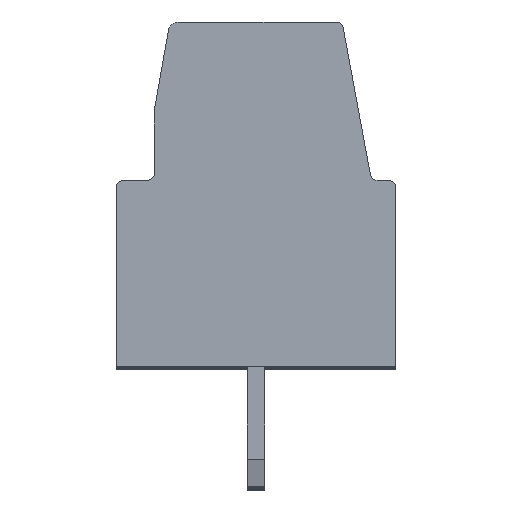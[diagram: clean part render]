
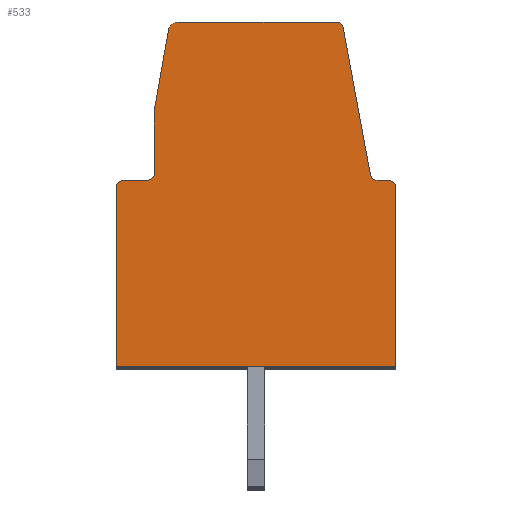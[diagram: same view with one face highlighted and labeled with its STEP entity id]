
A CAD part, top view. The second image highlights one B-rep face of the part: STEP entity #533.
In plain terms, the highlighted planar face has unit normal (0, 0, 1).
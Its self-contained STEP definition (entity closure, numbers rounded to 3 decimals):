
#533 = ADVANCED_FACE( '', ( #1071 ), #1072, .F. );
#1071 = FACE_OUTER_BOUND( '', #1645, .T. );
#1072 = PLANE( '', #1646 );
#1645 = EDGE_LOOP( '', ( #3002, #3003, #3004, #3005, #3006, #3007, #3008, #3009, #3010, #3011, #3012, #3013, #3014, #3015, #3016 ) );
#1646 = AXIS2_PLACEMENT_3D( '', #3017, #3018, #3019 );
#3002 = ORIENTED_EDGE( '', *, *, #4134, .T. );
#3003 = ORIENTED_EDGE( '', *, *, #3983, .T. );
#3004 = ORIENTED_EDGE( '', *, *, #4189, .F. );
#3005 = ORIENTED_EDGE( '', *, *, #3732, .T. );
#3006 = ORIENTED_EDGE( '', *, *, #4080, .T. );
#3007 = ORIENTED_EDGE( '', *, *, #4118, .T. );
#3008 = ORIENTED_EDGE( '', *, *, #3721, .T. );
#3009 = ORIENTED_EDGE( '', *, *, #3956, .T. );
#3010 = ORIENTED_EDGE( '', *, *, #3820, .F. );
#3011 = ORIENTED_EDGE( '', *, *, #3634, .T. );
#3012 = ORIENTED_EDGE( '', *, *, #3756, .F. );
#3013 = ORIENTED_EDGE( '', *, *, #4070, .T. );
#3014 = ORIENTED_EDGE( '', *, *, #4018, .T. );
#3015 = ORIENTED_EDGE( '', *, *, #4209, .T. );
#3016 = ORIENTED_EDGE( '', *, *, #3867, .F. );
#3017 = CARTESIAN_POINT( '', ( 0.81, -4.4, 0. ) );
#3018 = DIRECTION( '', ( 0., 0., -1. ) );
#3019 = DIRECTION( '', ( 0., 1., 0. ) );
#3634 = EDGE_CURVE( '', #4339, #4337, #4340, .T. );
#3721 = EDGE_CURVE( '', #4491, #4489, #4492, .T. );
#3732 = EDGE_CURVE( '', #4511, #4509, #4512, .T. );
#3756 = EDGE_CURVE( '', #4552, #4337, #4554, .T. );
#3820 = EDGE_CURVE( '', #4339, #4663, #4664, .T. );
#3867 = EDGE_CURVE( '', #4742, #4744, #4745, .T. );
#3956 = EDGE_CURVE( '', #4489, #4663, #4884, .T. );
#3983 = EDGE_CURVE( '', #4923, #4921, #4924, .T. );
#4018 = EDGE_CURVE( '', #4973, #4975, #4977, .T. );
#4070 = EDGE_CURVE( '', #4552, #4973, #5059, .T. );
#4080 = EDGE_CURVE( '', #4509, #5072, #5074, .T. );
#4118 = EDGE_CURVE( '', #5072, #4491, #5121, .T. );
#4134 = EDGE_CURVE( '', #4742, #4923, #5144, .T. );
#4189 = EDGE_CURVE( '', #4511, #4921, #5220, .T. );
#4209 = EDGE_CURVE( '', #4975, #4744, #5242, .T. );
#4337 = VERTEX_POINT( '', #5380 );
#4339 = VERTEX_POINT( '', #5383 );
#4340 = LINE( '', #5384, #5385 );
#4489 = VERTEX_POINT( '', #5595 );
#4491 = VERTEX_POINT( '', #5598 );
#4492 = LINE( '', #5599, #5600 );
#4509 = VERTEX_POINT( '', #5624 );
#4511 = VERTEX_POINT( '', #5627 );
#4512 = LINE( '', #5628, #5629 );
#4552 = VERTEX_POINT( '', #5683 );
#4554 = CIRCLE( '', #5686, 0.2 );
#4663 = VERTEX_POINT( '', #5840 );
#4664 = CIRCLE( '', #5841, 0.2 );
#4742 = VERTEX_POINT( '', #5950 );
#4744 = VERTEX_POINT( '', #5953 );
#4745 = CIRCLE( '', #5954, 0.3 );
#4884 = LINE( '', #6158, #6159 );
#4921 = VERTEX_POINT( '', #6216 );
#4923 = VERTEX_POINT( '', #6219 );
#4924 = LINE( '', #6220, #6221 );
#4973 = VERTEX_POINT( '', #6293 );
#4975 = VERTEX_POINT( '', #6296 );
#4977 = CIRCLE( '', #6299, 0.2 );
#5059 = LINE( '', #6419, #6420 );
#5072 = VERTEX_POINT( '', #6438 );
#5074 = CIRCLE( '', #6441, 0.2 );
#5121 = LINE( '', #6513, #6514 );
#5144 = LINE( '', #6547, #6548 );
#5220 = CIRCLE( '', #6659, 0.2 );
#5242 = LINE( '', #6691, #6692 );
#5380 = CARTESIAN_POINT( '', ( -0.531, 5.4, 0. ) );
#5383 = CARTESIAN_POINT( '', ( -0.2, 5.4, 0. ) );
#5384 = CARTESIAN_POINT( '', ( -16.414, 5.4, 0. ) );
#5385 = VECTOR( '', #6856, 1000. );
#5595 = CARTESIAN_POINT( '', ( 0., 0., 0. ) );
#5598 = CARTESIAN_POINT( '', ( -8.1, 0., 0. ) );
#5599 = CARTESIAN_POINT( '', ( -16.414, 0., 0. ) );
#5600 = VECTOR( '', #6940, 1000. );
#5624 = CARTESIAN_POINT( '', ( -7.9, 5.4, 0. ) );
#5627 = CARTESIAN_POINT( '', ( -7.2, 5.4, 0. ) );
#5628 = CARTESIAN_POINT( '', ( -16.414, 5.4, 0. ) );
#5629 = VECTOR( '', #6949, 1000. );
#5683 = CARTESIAN_POINT( '', ( -0.728, 5.564, 0. ) );
#5686 = AXIS2_PLACEMENT_3D( '', #6974, #6975, #6976 );
#5840 = CARTESIAN_POINT( '', ( 0., 5.2, 0. ) );
#5841 = AXIS2_PLACEMENT_3D( '', #7040, #7041, #7042 );
#5950 = CARTESIAN_POINT( '', ( -6.594, 9.752, 0. ) );
#5953 = CARTESIAN_POINT( '', ( -6.298, 10., 0. ) );
#5954 = AXIS2_PLACEMENT_3D( '', #7087, #7088, #7089 );
#6158 = CARTESIAN_POINT( '', ( 0., -18.438, 0. ) );
#6159 = VECTOR( '', #7176, 1000. );
#6216 = CARTESIAN_POINT( '', ( -7., 5.6, 0. ) );
#6219 = CARTESIAN_POINT( '', ( -7., 7.448, 0. ) );
#6220 = CARTESIAN_POINT( '', ( -7., -18.438, 0. ) );
#6221 = VECTOR( '', #7198, 1000. );
#6293 = CARTESIAN_POINT( '', ( -1.52, 9.836, 0. ) );
#6296 = CARTESIAN_POINT( '', ( -1.716, 10., 0. ) );
#6299 = AXIS2_PLACEMENT_3D( '', #7230, #7231, #7232 );
#6419 = CARTESIAN_POINT( '', ( 3.721, -18.438, 0. ) );
#6420 = VECTOR( '', #7295, 1000. );
#6438 = CARTESIAN_POINT( '', ( -8.1, 5.2, 0. ) );
#6441 = AXIS2_PLACEMENT_3D( '', #7302, #7303, #7304 );
#6513 = CARTESIAN_POINT( '', ( -8.1, -18.438, 0. ) );
#6514 = VECTOR( '', #7345, 1000. );
#6547 = CARTESIAN_POINT( '', ( -11.564, -18.438, 0. ) );
#6548 = VECTOR( '', #7356, 1000. );
#6659 = AXIS2_PLACEMENT_3D( '', #7416, #7417, #7418 );
#6691 = CARTESIAN_POINT( '', ( -16.414, 10., 0. ) );
#6692 = VECTOR( '', #7432, 1000. );
#6856 = DIRECTION( '', ( -1., 0., 0. ) );
#6940 = DIRECTION( '', ( 1., 0., 0. ) );
#6949 = DIRECTION( '', ( -1., 0., 0. ) );
#6974 = CARTESIAN_POINT( '', ( -0.531, 5.6, 0. ) );
#6975 = DIRECTION( '', ( 0., 0., 1. ) );
#6976 = DIRECTION( '', ( 1., 0., 0. ) );
#7040 = CARTESIAN_POINT( '', ( -0.2, 5.2, 0. ) );
#7041 = DIRECTION( '', ( 0., 0., -1. ) );
#7042 = DIRECTION( '', ( -1., 0., 0. ) );
#7087 = CARTESIAN_POINT( '', ( -6.298, 9.7, 0. ) );
#7088 = DIRECTION( '', ( 0., 0., -1. ) );
#7089 = DIRECTION( '', ( -1., 0., 0. ) );
#7176 = DIRECTION( '', ( 0., 1., 0. ) );
#7198 = DIRECTION( '', ( 0., -1., 0. ) );
#7230 = CARTESIAN_POINT( '', ( -1.716, 9.8, 0. ) );
#7231 = DIRECTION( '', ( 0., 0., 1. ) );
#7232 = DIRECTION( '', ( 1., 0., 0. ) );
#7295 = DIRECTION( '', ( -0.182, 0.983, 0. ) );
#7302 = CARTESIAN_POINT( '', ( -7.9, 5.2, 0. ) );
#7303 = DIRECTION( '', ( 0., 0., 1. ) );
#7304 = DIRECTION( '', ( 1., 0., 0. ) );
#7345 = DIRECTION( '', ( 0., -1., 0. ) );
#7356 = DIRECTION( '', ( -0.174, -0.985, 0. ) );
#7416 = CARTESIAN_POINT( '', ( -7.2, 5.6, 0. ) );
#7417 = DIRECTION( '', ( 0., 0., 1. ) );
#7418 = DIRECTION( '', ( 1., 0., 0. ) );
#7432 = DIRECTION( '', ( -1., 0., 0. ) );
